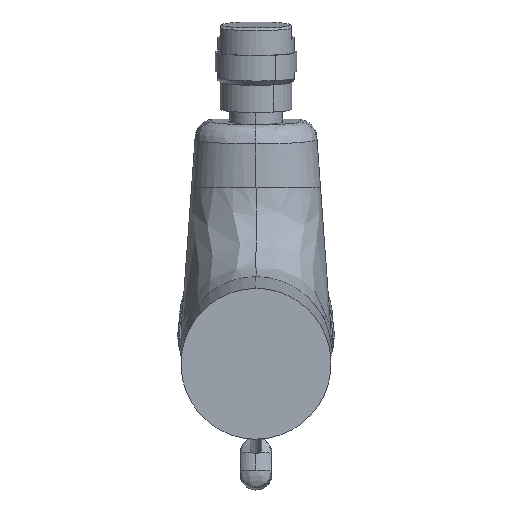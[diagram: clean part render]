
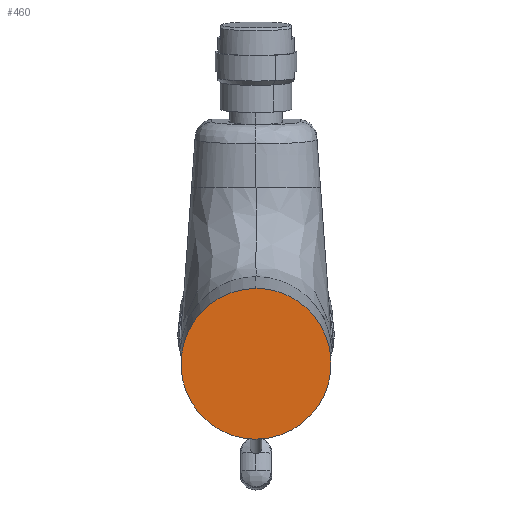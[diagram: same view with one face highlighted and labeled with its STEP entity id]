
A CAD part, front view. The second image highlights one B-rep face of the part: STEP entity #460.
In plain terms, the highlighted planar face has unit normal (0, -1, 0).
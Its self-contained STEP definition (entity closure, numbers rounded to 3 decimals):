
#460 = ADVANCED_FACE ( 'NONE', ( #6015 ), #12024, .F. ) ;
#1479 =( BOUNDED_CURVE ( )  B_SPLINE_CURVE ( 3, ( #6718, #2624, #1831, #10940 ),
 .UNSPECIFIED., .F., .F. ) 
 B_SPLINE_CURVE_WITH_KNOTS ( ( 4, 4 ),
 ( 0., 3.142 ),
 .UNSPECIFIED. ) 
 CURVE ( )  GEOMETRIC_REPRESENTATION_ITEM ( )  RATIONAL_B_SPLINE_CURVE ( ( 1., 0.333, 0.333, 1. ) ) 
 REPRESENTATION_ITEM ( '' )  );
#1777 = AXIS2_PLACEMENT_3D ( 'NONE', #6003, #5035, #7650 ) ;
#1831 = CARTESIAN_POINT ( 'NONE',  ( -15.339, 49.599, 531.527 ) ) ;
#2624 = CARTESIAN_POINT ( 'NONE',  ( -15.339, 49.599, 484.333 ) ) ;
#2766 = CARTESIAN_POINT ( 'NONE',  ( -62.354, 49.599, 484.333 ) ) ;
#3389 = ORIENTED_EDGE ( 'NONE', *, *, #6146, .T. ) ;
#4155 = EDGE_CURVE ( 'NONE', #11529, #10932, #6079, .T. ) ;
#5035 = DIRECTION ( 'NONE',  ( 0., 1., 0. ) ) ;
#5913 = CARTESIAN_POINT ( 'NONE',  ( -62.354, 49.599, 531.527 ) ) ;
#6003 = CARTESIAN_POINT ( 'NONE',  ( -71.854, 49.599, 499.437 ) ) ;
#6015 = FACE_OUTER_BOUND ( 'NONE', #6672, .T. ) ;
#6079 =( BOUNDED_CURVE ( )  B_SPLINE_CURVE ( 3, ( #5913, #6165, #13192, #11063 ),
 .UNSPECIFIED., .F., .F. ) 
 B_SPLINE_CURVE_WITH_KNOTS ( ( 4, 4 ),
 ( 3.142, 6.283 ),
 .UNSPECIFIED. ) 
 CURVE ( )  GEOMETRIC_REPRESENTATION_ITEM ( )  RATIONAL_B_SPLINE_CURVE ( ( 1., 0.333, 0.333, 1. ) ) 
 REPRESENTATION_ITEM ( '' )  );
#6146 = EDGE_CURVE ( 'NONE', #10932, #11529, #1479, .T. ) ;
#6165 = CARTESIAN_POINT ( 'NONE',  ( -109.369, 49.599, 531.527 ) ) ;
#6672 = EDGE_LOOP ( 'NONE', ( #3389, #11326 ) ) ;
#6718 = CARTESIAN_POINT ( 'NONE',  ( -62.354, 49.599, 484.333 ) ) ;
#7650 = DIRECTION ( 'NONE',  ( 0., 0., 1. ) ) ;
#10932 = VERTEX_POINT ( 'NONE', #2766 ) ;
#10940 = CARTESIAN_POINT ( 'NONE',  ( -62.354, 49.599, 531.527 ) ) ;
#11063 = CARTESIAN_POINT ( 'NONE',  ( -62.354, 49.599, 484.333 ) ) ;
#11326 = ORIENTED_EDGE ( 'NONE', *, *, #4155, .T. ) ;
#11529 = VERTEX_POINT ( 'NONE', #12726 ) ;
#12024 = PLANE ( 'NONE',  #1777 ) ;
#12726 = CARTESIAN_POINT ( 'NONE',  ( -62.354, 49.599, 531.527 ) ) ;
#13192 = CARTESIAN_POINT ( 'NONE',  ( -109.369, 49.599, 484.333 ) ) ;
